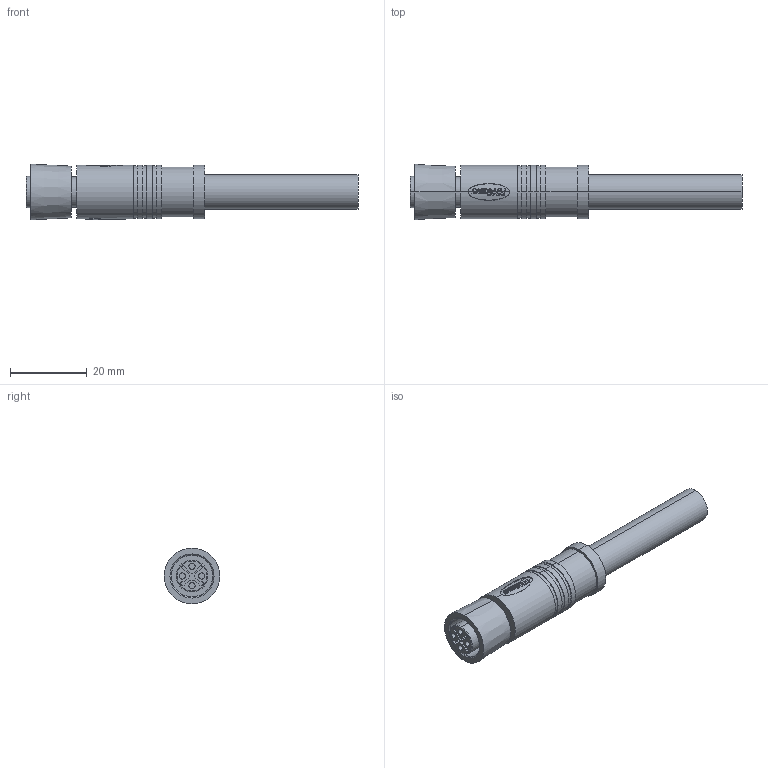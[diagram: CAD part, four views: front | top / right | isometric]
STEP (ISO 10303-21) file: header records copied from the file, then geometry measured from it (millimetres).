
FILE_DESCRIPTION (( 'STEP AP203' ), '1' );
FILE_NAME ('P120.STEP', '2020-04-30T08:38:06', ( 'edpusr' ), ( 'Microsoft' ), 'SwSTEP 2.0', 'SolidWorks 2015', '' );
FILE_SCHEMA (( 'CONFIG_CONTROL_DESIGN' ));
Length unit declared in the file: millimetre
Products named in the file (1): P120
Bounding box: 86.7 x 14.5 x 14.5 mm (x, y, z)
Volume: 8708.4 mm3; surface area: 4750.4 mm2
Topology: 1 solids, 1 shells, 321 faces, 895 edges, 595 vertices
Faces by surface type: bspline 168, cylinder 80, plane 67, cone 4, torus 2
Entity records: 15478 total; most frequent: CARTESIAN_POINT 8342, ORIENTED_EDGE 1790, DIRECTION 912, EDGE_CURVE 895, VERTEX_POINT 595, B_SPLINE_CURVE_WITH_KNOTS 401, VECTOR 382, LINE 382
